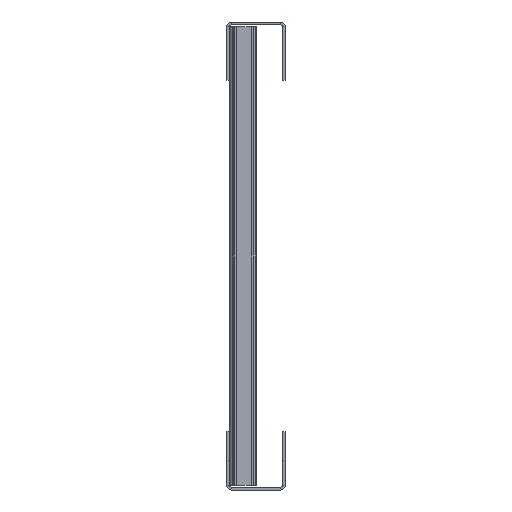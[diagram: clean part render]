
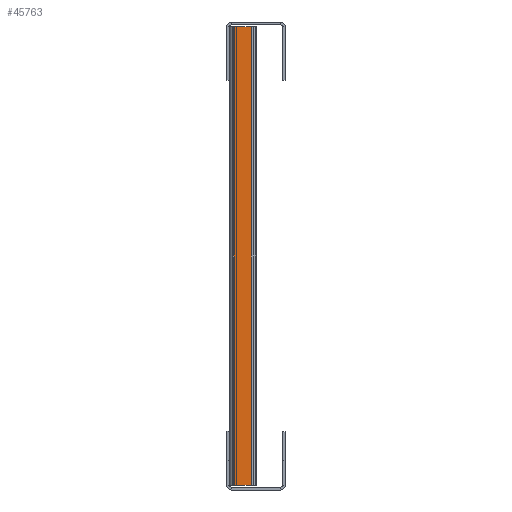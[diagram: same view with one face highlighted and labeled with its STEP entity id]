
A CAD part, left-side view. The second image highlights one B-rep face of the part: STEP entity #45763.
In plain terms, the highlighted face is planar.
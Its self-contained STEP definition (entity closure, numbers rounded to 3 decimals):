
#43020=DIRECTION('',(0.,-1.,0.));
#43021=VECTOR('',#43020,14.5);
#43022=CARTESIAN_POINT('',(-196.,18.5,-20.));
#43023=LINE('',#43022,#43021);
#43024=DIRECTION('',(0.,-1.,0.));
#43025=VECTOR('',#43024,14.5);
#43026=CARTESIAN_POINT('',(196.,18.5,-20.));
#43027=LINE('',#43026,#43025);
#43032=DIRECTION('',(1.,0.,0.));
#43033=VECTOR('',#43032,392.);
#43034=CARTESIAN_POINT('',(-196.,4.,-20.));
#43035=LINE('',#43034,#43033);
#43100=DIRECTION('',(-1.,0.,0.));
#43101=VECTOR('',#43100,392.);
#43102=CARTESIAN_POINT('',(196.,18.5,-20.));
#43103=LINE('',#43102,#43101);
#44820=CARTESIAN_POINT('',(196.,18.5,-20.));
#44821=CARTESIAN_POINT('',(-196.,18.5,-20.));
#44822=VERTEX_POINT('',#44820);
#44823=VERTEX_POINT('',#44821);
#44832=CARTESIAN_POINT('',(-196.,4.,-20.));
#44833=CARTESIAN_POINT('',(196.,4.,-20.));
#44834=VERTEX_POINT('',#44832);
#44835=VERTEX_POINT('',#44833);
#45749=CARTESIAN_POINT('',(196.,4.,-20.));
#45750=DIRECTION('',(0.,0.,1.));
#45751=DIRECTION('',(1.,0.,0.));
#45752=AXIS2_PLACEMENT_3D('',#45749,#45750,#45751);
#45753=PLANE('',#45752);
#45754=ORIENTED_EDGE('',*,*,#45739,.T.);
#45756=ORIENTED_EDGE('',*,*,#45755,.T.);
#45758=ORIENTED_EDGE('',*,*,#45757,.F.);
#45760=ORIENTED_EDGE('',*,*,#45759,.T.);
#45761=EDGE_LOOP('',(#45754,#45756,#45758,#45760));
#45762=FACE_OUTER_BOUND('',#45761,.F.);
#45763=ADVANCED_FACE('',(#45762),#45753,.F.);
#45739=EDGE_CURVE('',#44823,#44834,#43023,.T.);
#45755=EDGE_CURVE('',#44834,#44835,#43035,.T.);
#45757=EDGE_CURVE('',#44822,#44835,#43027,.T.);
#45759=EDGE_CURVE('',#44822,#44823,#43103,.T.);
